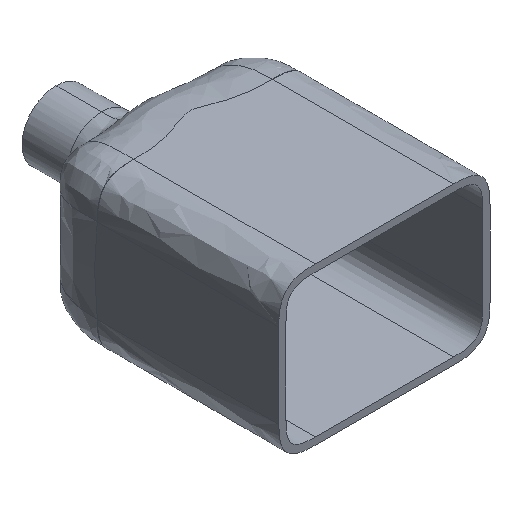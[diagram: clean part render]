
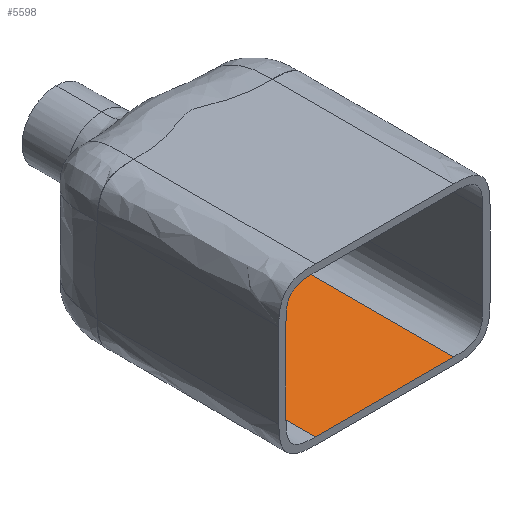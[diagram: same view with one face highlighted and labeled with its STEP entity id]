
A CAD part, isometric view. The second image highlights one B-rep face of the part: STEP entity #5598.
In plain terms, the highlighted planar face has unit normal (0, 0, 1).
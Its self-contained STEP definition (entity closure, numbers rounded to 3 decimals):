
#726 = CARTESIAN_POINT ( 'NONE',  ( 15.39, 27.325, 1. ) ) ;
#861 = CARTESIAN_POINT ( 'NONE',  ( 11.744, 26.417, 1. ) ) ;
#997 = CARTESIAN_POINT ( 'NONE',  ( 24.103, 25.4, 1. ) ) ;
#1184 = LINE ( 'NONE', #6984, #2891 ) ;
#1233 = PLANE ( 'NONE',  #26307 ) ;
#1359 = CARTESIAN_POINT ( 'NONE',  ( 5.08, 25.399, 1. ) ) ;
#2122 = EDGE_CURVE ( 'NONE', #16237, #26228, #8210, .T. ) ;
#2891 = VECTOR ( 'NONE', #15594, 1000. ) ;
#3120 = CARTESIAN_POINT ( 'NONE',  ( 16.549, 26.917, 1. ) ) ;
#3954 = ORIENTED_EDGE ( 'NONE', *, *, #20557, .F. ) ;
#4195 = EDGE_CURVE ( 'NONE', #26228, #20121, #26705, .T. ) ;
#5099 = CARTESIAN_POINT ( 'NONE',  ( 22.882, 25.421, 1. ) ) ;
#5353 = CARTESIAN_POINT ( 'NONE',  ( 5.08, 0., 1. ) ) ;
#5598 = ADVANCED_FACE ( 'NONE', ( #16331 ), #1233, .T. ) ;
#6936 = CARTESIAN_POINT ( 'NONE',  ( 21.666, 25.518, 1. ) ) ;
#6984 = CARTESIAN_POINT ( 'NONE',  ( 0., 0., 1. ) ) ;
#7350 = CARTESIAN_POINT ( 'NONE',  ( 15.779, 27.198, 1. ) ) ;
#7487 = CARTESIAN_POINT ( 'NONE',  ( 24.511, 25.4, 1. ) ) ;
#8210 = B_SPLINE_CURVE_WITH_KNOTS ( 'NONE', 3,
 ( #26542, #20055, #11306, #13839, #24288, #11447, #24565, #18077, #9046, #861, #17658, #26261, #17800, #16096, #22171, #9185, #11856, #22447, #13975, #726, #7350, #3120, #17942, #26677, #15822, #11723, #20328, #13564, #15959, #24428, #6936, #22582, #5099, #13703, #997, #7487 ),
 .UNSPECIFIED., .F., .F.,
 ( 4, 2, 2, 2, 2, 2, 2, 2, 2, 2, 2, 2, 2, 2, 2, 2, 2, 4 ),
 ( 0.165, 0.207, 0.248, 0.331, 0.372, 0.414, 0.455, 0.476, 0.486, 0.497, 0.538, 0.579, 0.621, 0.662, 0.704, 0.745, 0.787, 0.828 ),
 .UNSPECIFIED. ) ;
#8627 = CARTESIAN_POINT ( 'NONE',  ( 24.511, 8.467, 1. ) ) ;
#9046 = CARTESIAN_POINT ( 'NONE',  ( 10.942, 26.15, 1. ) ) ;
#9185 = CARTESIAN_POINT ( 'NONE',  ( 14.444, 27.339, 1. ) ) ;
#10596 = CARTESIAN_POINT ( 'NONE',  ( 5.08, 25.399, 1. ) ) ;
#11306 = CARTESIAN_POINT ( 'NONE',  ( 5.93, 25.399, 1. ) ) ;
#11447 = CARTESIAN_POINT ( 'NONE',  ( 8.464, 25.572, 1. ) ) ;
#11593 = ORIENTED_EDGE ( 'NONE', *, *, #2122, .F. ) ;
#11723 = CARTESIAN_POINT ( 'NONE',  ( 18.863, 26.086, 1. ) ) ;
#11856 = CARTESIAN_POINT ( 'NONE',  ( 14.549, 27.352, 1. ) ) ;
#13010 = CARTESIAN_POINT ( 'NONE',  ( 24.511, 16.933, 1. ) ) ;
#13564 = CARTESIAN_POINT ( 'NONE',  ( 20.054, 25.782, 1. ) ) ;
#13703 = CARTESIAN_POINT ( 'NONE',  ( 23.696, 25.399, 1. ) ) ;
#13839 = CARTESIAN_POINT ( 'NONE',  ( 6.778, 25.424, 1. ) ) ;
#13975 = CARTESIAN_POINT ( 'NONE',  ( 14.868, 27.363, 1. ) ) ;
#14477 = CARTESIAN_POINT ( 'NONE',  ( 5.08, 8.466, 1. ) ) ;
#14533 = VERTEX_POINT ( 'NONE', #5353 ) ;
#15594 = DIRECTION ( 'NONE',  ( -1., 0., 0. ) ) ;
#15822 = CARTESIAN_POINT ( 'NONE',  ( 18.083, 26.334, 1. ) ) ;
#15959 = CARTESIAN_POINT ( 'NONE',  ( 20.457, 25.7, 1. ) ) ;
#16096 = CARTESIAN_POINT ( 'NONE',  ( 13.929, 27.228, 1. ) ) ;
#16237 = VERTEX_POINT ( 'NONE', #10596 ) ;
#16331 = FACE_OUTER_BOUND ( 'NONE', #24355, .T. ) ;
#17538 = CARTESIAN_POINT ( 'NONE',  ( 24.511, 0., 1. ) ) ;
#17658 = CARTESIAN_POINT ( 'NONE',  ( 12.141, 26.564, 1. ) ) ;
#17800 = CARTESIAN_POINT ( 'NONE',  ( 13.325, 27.03, 1. ) ) ;
#17942 = CARTESIAN_POINT ( 'NONE',  ( 16.93, 26.762, 1. ) ) ;
#18077 = CARTESIAN_POINT ( 'NONE',  ( 10.536, 26.03, 1. ) ) ;
#18281 = B_SPLINE_CURVE_WITH_KNOTS ( 'NONE', 3,
 ( #23367, #14477, #20825, #1359 ),
 .UNSPECIFIED., .F., .F.,
 ( 4, 4 ),
 ( 0., 1. ),
 .UNSPECIFIED. ) ;
#19515 = EDGE_CURVE ( 'NONE', #20121, #14533, #1184, .T. ) ;
#19702 = CARTESIAN_POINT ( 'NONE',  ( 24.511, 25.4, 1. ) ) ;
#20055 = CARTESIAN_POINT ( 'NONE',  ( 5.505, 25.4, 1. ) ) ;
#20121 = VERTEX_POINT ( 'NONE', #17538 ) ;
#20328 = CARTESIAN_POINT ( 'NONE',  ( 19.257, 25.975, 1. ) ) ;
#20557 = EDGE_CURVE ( 'NONE', #14533, #16237, #18281, .T. ) ;
#20825 = CARTESIAN_POINT ( 'NONE',  ( 5.08, 16.932, 1. ) ) ;
#21616 = CARTESIAN_POINT ( 'NONE',  ( 24.511, 0., 1. ) ) ;
#22171 = CARTESIAN_POINT ( 'NONE',  ( 14.133, 27.285, 1. ) ) ;
#22319 = ORIENTED_EDGE ( 'NONE', *, *, #19515, .F. ) ;
#22447 = CARTESIAN_POINT ( 'NONE',  ( 14.76, 27.364, 1. ) ) ;
#22545 = DIRECTION ( 'NONE',  ( 0., 0., 1. ) ) ;
#22582 = CARTESIAN_POINT ( 'NONE',  ( 22.476, 25.444, 1. ) ) ;
#23367 = CARTESIAN_POINT ( 'NONE',  ( 5.08, 0., 1. ) ) ;
#23573 = ORIENTED_EDGE ( 'NONE', *, *, #4195, .F. ) ;
#24288 = CARTESIAN_POINT ( 'NONE',  ( 7.201, 25.449, 1. ) ) ;
#24355 = EDGE_LOOP ( 'NONE', ( #22319, #23573, #11593, #3954 ) ) ;
#24428 = CARTESIAN_POINT ( 'NONE',  ( 21.262, 25.568, 1. ) ) ;
#24565 = CARTESIAN_POINT ( 'NONE',  ( 9.305, 25.717, 1. ) ) ;
#24662 = DIRECTION ( 'NONE',  ( 1., 0., 0. ) ) ;
#25565 = CARTESIAN_POINT ( 'NONE',  ( 24.511, 25.4, 1. ) ) ;
#26228 = VERTEX_POINT ( 'NONE', #19702 ) ;
#26261 = CARTESIAN_POINT ( 'NONE',  ( 12.932, 26.869, 1. ) ) ;
#26307 = AXIS2_PLACEMENT_3D ( 'NONE', #27184, #22545, #24662 ) ;
#26542 = CARTESIAN_POINT ( 'NONE',  ( 5.08, 25.399, 1. ) ) ;
#26677 = CARTESIAN_POINT ( 'NONE',  ( 17.697, 26.472, 1. ) ) ;
#26705 = B_SPLINE_CURVE_WITH_KNOTS ( 'NONE', 3,
 ( #25565, #13010, #8627, #21616 ),
 .UNSPECIFIED., .F., .F.,
 ( 4, 4 ),
 ( 0., 1. ),
 .UNSPECIFIED. ) ;
#27184 = CARTESIAN_POINT ( 'NONE',  ( 0., 34.925, 1. ) ) ;
